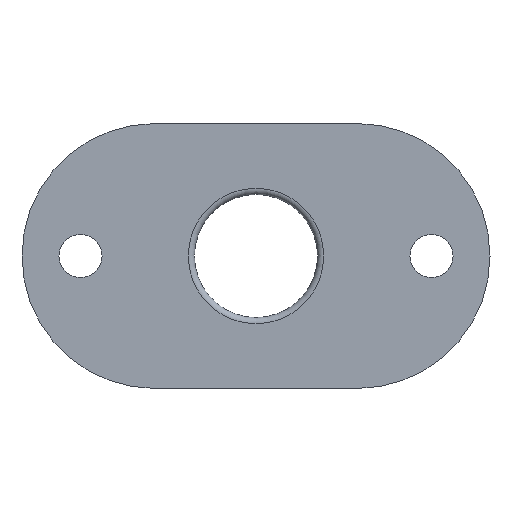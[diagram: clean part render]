
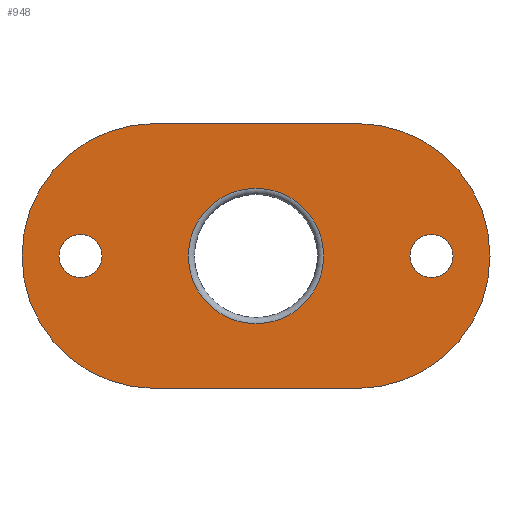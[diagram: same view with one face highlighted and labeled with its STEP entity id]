
A CAD part, front view. The second image highlights one B-rep face of the part: STEP entity #948.
In plain terms, the highlighted planar face has unit normal (0, -1, 0).
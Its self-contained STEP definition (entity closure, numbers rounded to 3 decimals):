
#25 = AXIS2_PLACEMENT_3D ( 'NONE', #2572, #2340, #930 ) ;
#52 = DIRECTION ( 'NONE',  ( 1., 0., 0. ) ) ;
#74 = CARTESIAN_POINT ( 'NONE',  ( -33., 0., 0. ) ) ;
#75 = EDGE_CURVE ( 'NONE', #3022, #554, #918, .T. ) ;
#117 = EDGE_CURVE ( 'NONE', #2364, #615, #1646, .T. ) ;
#175 = CARTESIAN_POINT ( 'NONE',  ( 33., 0., 43. ) ) ;
#184 = LINE ( 'NONE', #1454, #778 ) ;
#203 = VERTEX_POINT ( 'NONE', #1359 ) ;
#288 = DIRECTION ( 'NONE',  ( 0., 0., 1. ) ) ;
#429 = EDGE_LOOP ( 'NONE', ( #2568 ) ) ;
#554 = VERTEX_POINT ( 'NONE', #2790 ) ;
#612 = DIRECTION ( 'NONE',  ( 0., 1., 0. ) ) ;
#615 = VERTEX_POINT ( 'NONE', #2585 ) ;
#778 = VECTOR ( 'NONE', #2611, 1000. ) ;
#782 = CARTESIAN_POINT ( 'NONE',  ( -33., 0., -43. ) ) ;
#849 = AXIS2_PLACEMENT_3D ( 'NONE', #1762, #612, #2935 ) ;
#859 = EDGE_CURVE ( 'NONE', #554, #2364, #184, .T. ) ;
#918 = CIRCLE ( 'NONE', #2303, 43. ) ;
#930 = DIRECTION ( 'NONE',  ( 0., 0., 1. ) ) ;
#948 = ADVANCED_FACE ( 'NONE', ( #2387, #1748, #1838, #1795 ), #1230, .F. ) ;
#1017 = CARTESIAN_POINT ( 'NONE',  ( 33., 0., 43. ) ) ;
#1067 = DIRECTION ( 'NONE',  ( 0., 0., 1. ) ) ;
#1158 = AXIS2_PLACEMENT_3D ( 'NONE', #2006, #1786, #1067 ) ;
#1215 = CARTESIAN_POINT ( 'NONE',  ( -33., 0., 0. ) ) ;
#1230 = PLANE ( 'NONE',  #2754 ) ;
#1359 = CARTESIAN_POINT ( 'NONE',  ( 0., 0., 22. ) ) ;
#1395 = VERTEX_POINT ( 'NONE', #2518 ) ;
#1445 = DIRECTION ( 'NONE',  ( 0., 1., 0. ) ) ;
#1454 = CARTESIAN_POINT ( 'NONE',  ( -33., 0., -43. ) ) ;
#1462 = DIRECTION ( 'NONE',  ( 0., 1., 0. ) ) ;
#1468 = DIRECTION ( 'NONE',  ( 0., 0., 1. ) ) ;
#1578 = EDGE_CURVE ( 'NONE', #615, #3022, #2382, .T. ) ;
#1580 = ORIENTED_EDGE ( 'NONE', *, *, #75, .F. ) ;
#1610 = EDGE_LOOP ( 'NONE', ( #2664 ) ) ;
#1645 = EDGE_LOOP ( 'NONE', ( #2159, #2061, #1580, #2205 ) ) ;
#1646 = CIRCLE ( 'NONE', #1966, 43. ) ;
#1748 = FACE_OUTER_BOUND ( 'NONE', #1645, .T. ) ;
#1762 = CARTESIAN_POINT ( 'NONE',  ( 57., 0., 0. ) ) ;
#1786 = DIRECTION ( 'NONE',  ( 0., 1., 0. ) ) ;
#1795 = FACE_BOUND ( 'NONE', #2760, .T. ) ;
#1838 = FACE_BOUND ( 'NONE', #429, .T. ) ;
#1897 = EDGE_CURVE ( 'NONE', #1395, #1395, #2866, .T. ) ;
#1945 = CIRCLE ( 'NONE', #849, 7. ) ;
#1966 = AXIS2_PLACEMENT_3D ( 'NONE', #1215, #1445, #288 ) ;
#2006 = CARTESIAN_POINT ( 'NONE',  ( 0., 0., 0. ) ) ;
#2061 = ORIENTED_EDGE ( 'NONE', *, *, #859, .F. ) ;
#2130 = ORIENTED_EDGE ( 'NONE', *, *, #2852, .T. ) ;
#2159 = ORIENTED_EDGE ( 'NONE', *, *, #117, .F. ) ;
#2184 = DIRECTION ( 'NONE',  ( 0., 1., 0. ) ) ;
#2205 = ORIENTED_EDGE ( 'NONE', *, *, #1578, .F. ) ;
#2303 = AXIS2_PLACEMENT_3D ( 'NONE', #2603, #2184, #1468 ) ;
#2307 = CARTESIAN_POINT ( 'NONE',  ( 57., 0., 7. ) ) ;
#2340 = DIRECTION ( 'NONE',  ( 0., 1., 0. ) ) ;
#2364 = VERTEX_POINT ( 'NONE', #782 ) ;
#2382 = LINE ( 'NONE', #1017, #2845 ) ;
#2387 = FACE_BOUND ( 'NONE', #1610, .T. ) ;
#2518 = CARTESIAN_POINT ( 'NONE',  ( -57., 0., 7. ) ) ;
#2568 = ORIENTED_EDGE ( 'NONE', *, *, #1897, .T. ) ;
#2572 = CARTESIAN_POINT ( 'NONE',  ( -57., 0., 0. ) ) ;
#2585 = CARTESIAN_POINT ( 'NONE',  ( -33., 0., 43. ) ) ;
#2603 = CARTESIAN_POINT ( 'NONE',  ( 33., 0., 0. ) ) ;
#2611 = DIRECTION ( 'NONE',  ( -1., 0., 0. ) ) ;
#2653 = DIRECTION ( 'NONE',  ( 0., 0., 1. ) ) ;
#2664 = ORIENTED_EDGE ( 'NONE', *, *, #2836, .T. ) ;
#2726 = CIRCLE ( 'NONE', #1158, 22. ) ;
#2754 = AXIS2_PLACEMENT_3D ( 'NONE', #74, #1462, #2653 ) ;
#2760 = EDGE_LOOP ( 'NONE', ( #2130 ) ) ;
#2790 = CARTESIAN_POINT ( 'NONE',  ( 33., 0., -43. ) ) ;
#2836 = EDGE_CURVE ( 'NONE', #203, #203, #2726, .T. ) ;
#2845 = VECTOR ( 'NONE', #52, 1000. ) ;
#2852 = EDGE_CURVE ( 'NONE', #2862, #2862, #1945, .T. ) ;
#2862 = VERTEX_POINT ( 'NONE', #2307 ) ;
#2866 = CIRCLE ( 'NONE', #25, 7. ) ;
#2935 = DIRECTION ( 'NONE',  ( 0., 0., 1. ) ) ;
#3022 = VERTEX_POINT ( 'NONE', #175 ) ;
